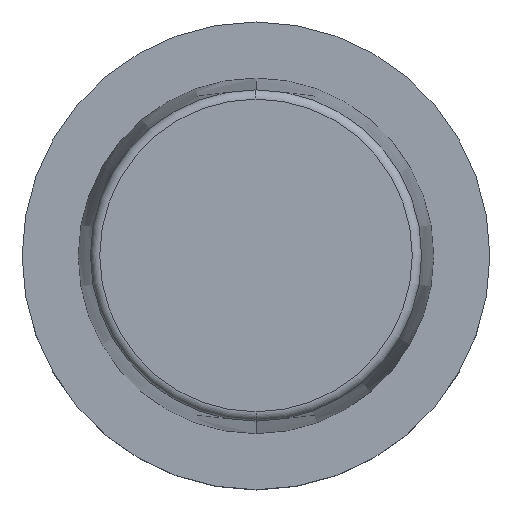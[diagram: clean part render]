
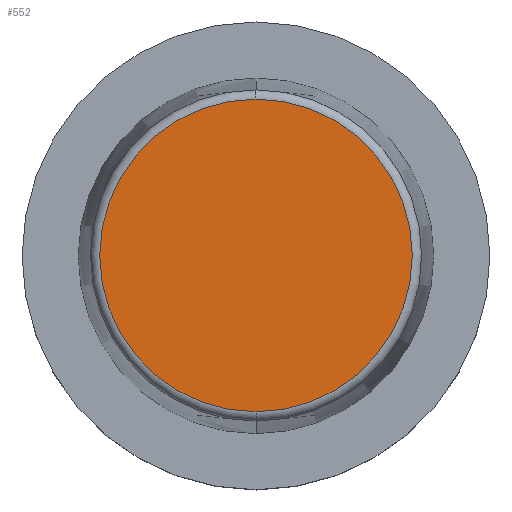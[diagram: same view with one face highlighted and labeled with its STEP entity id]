
A CAD part, top view. The second image highlights one B-rep face of the part: STEP entity #552.
In plain terms, the highlighted planar face has unit normal (0, 0, 1).
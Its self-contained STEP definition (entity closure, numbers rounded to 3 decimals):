
#264=EDGE_CURVE('',#402,#490,#664,.T.);
#402=VERTEX_POINT('',#819);
#490=VERTEX_POINT('',#918);
#552=ADVANCED_FACE('',(#989),#990,.T.);
#570=EDGE_CURVE('',#490,#402,#1010,.T.);
#664=CIRCLE('',#1116,33.41);
#819=CARTESIAN_POINT('',(0.0,33.41,50.0));
#918=CARTESIAN_POINT('',(0.,-33.41,50.0));
#989=FACE_OUTER_BOUND('',#1530,.T.);
#990=PLANE('',#1531);
#1010=CIRCLE('',#1558,33.41);
#1116=AXIS2_PLACEMENT_3D('',#1674,#1675,#1676);
#1530=EDGE_LOOP('',(#2092,#2093));
#1531=AXIS2_PLACEMENT_3D('',#2094,#2095,#2096);
#1558=AXIS2_PLACEMENT_3D('',#2121,#2122,#2123);
#1674=CARTESIAN_POINT('',(0.0,0.0,50.0));
#1675=DIRECTION('',(0.0,0.0,-1.0));
#1676=DIRECTION('',(0.0,1.0,0.0));
#2092=ORIENTED_EDGE('',*,*,#264,.F.);
#2093=ORIENTED_EDGE('',*,*,#570,.F.);
#2094=CARTESIAN_POINT('',(0.0,16.705,50.0));
#2095=DIRECTION('',(-0.0,0.0,1.0));
#2096=DIRECTION('',(0.0,-1.0,0.0));
#2121=CARTESIAN_POINT('',(0.0,0.0,50.0));
#2122=DIRECTION('',(0.0,0.0,-1.0));
#2123=DIRECTION('',(0.0,1.0,0.0));
